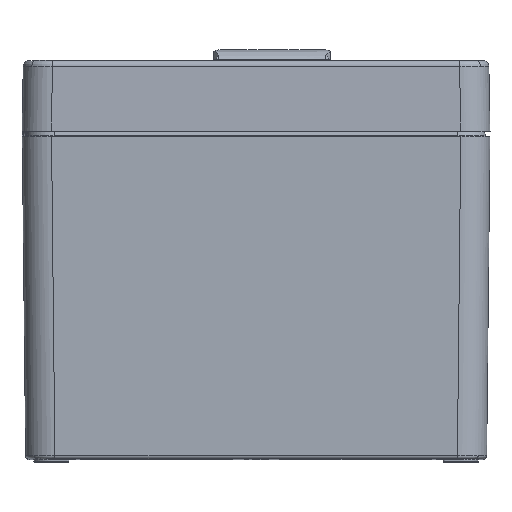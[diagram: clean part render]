
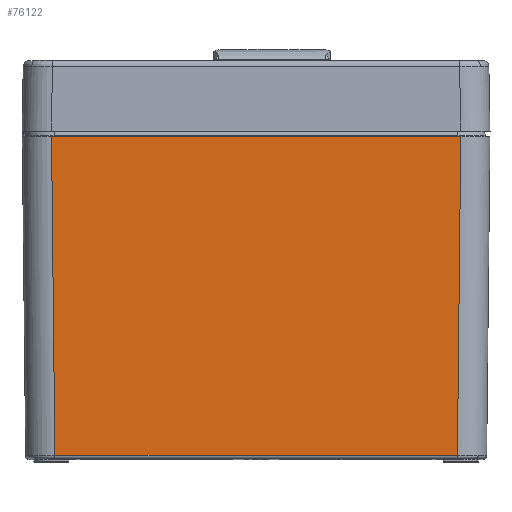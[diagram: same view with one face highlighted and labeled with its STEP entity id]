
A CAD part, top view. The second image highlights one B-rep face of the part: STEP entity #76122.
In plain terms, the highlighted planar face has unit normal (0, -0.011, 1).
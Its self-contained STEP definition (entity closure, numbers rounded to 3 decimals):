
#577 = DIRECTION ( 'NONE',  ( 0.01, -1., -0.01 ) ) ;
#578 = VECTOR ( 'NONE', #577, 1000. ) ;
#579 = CARTESIAN_POINT ( 'NONE',  ( -87.502, 0.131, 100.001 ) ) ;
#580 = LINE ( 'NONE', #579, #578 ) ;
#688 = PLANE ( 'NONE',  #765 ) ;
#689 = FACE_OUTER_BOUND ( 'NONE', #76258, .T. ) ;
#744 = DIRECTION ( 'NONE',  ( 0.01, 1., 0.01 ) ) ;
#745 = VECTOR ( 'NONE', #744, 1000. ) ;
#746 = CARTESIAN_POINT ( 'NONE',  ( 87.48, -1.963, 99.979 ) ) ;
#747 = LINE ( 'NONE', #746, #745 ) ;
#762 = DIRECTION ( 'NONE',  ( 0., -1., -0.01 ) ) ;
#763 = DIRECTION ( 'NONE',  ( 0., -0.01, 1. ) ) ;
#764 = CARTESIAN_POINT ( 'NONE',  ( -100., 0., 100. ) ) ;
#765 = AXIS2_PLACEMENT_3D ( 'NONE', #764, #763, #762 ) ;
#5252 = VERTEX_POINT ( 'NONE', #99104 ) ;
#5274 = EDGE_CURVE ( 'NONE', #5252, #5436, #99160, .T. ) ;
#5436 = VERTEX_POINT ( 'NONE', #99445 ) ;
#52395 = VERTEX_POINT ( 'NONE', #85535 ) ;
#57364 = EDGE_CURVE ( 'NONE', #52395, #57401, #108708, .T. ) ;
#57401 = VERTEX_POINT ( 'NONE', #108872 ) ;
#75549 = EDGE_CURVE ( 'NONE', #5436, #52395, #580, .T. ) ;
#76122 = ADVANCED_FACE ( 'NONE', ( #689 ), #688, .T. ) ;
#76126 = ORIENTED_EDGE ( 'NONE', *, *, #75549, .T. ) ;
#76165 = ORIENTED_EDGE ( 'NONE', *, *, #76285, .T. ) ;
#76169 = ORIENTED_EDGE ( 'NONE', *, *, #5274, .T. ) ;
#76258 = EDGE_LOOP ( 'NONE', ( #76165, #76169, #76126, #78364 ) ) ;
#76285 = EDGE_CURVE ( 'NONE', #57401, #5252, #747, .T. ) ;
#78364 = ORIENTED_EDGE ( 'NONE', *, *, #57364, .T. ) ;
#85535 = CARTESIAN_POINT ( 'NONE',  ( -86.029, -140.516, 98.528 ) ) ;
#99104 = CARTESIAN_POINT ( 'NONE',  ( 87.459, -4., 99.958 ) ) ;
#99157 = DIRECTION ( 'NONE',  ( -1., 0., 0. ) ) ;
#99158 = VECTOR ( 'NONE', #99157, 1000. ) ;
#99159 = CARTESIAN_POINT ( 'NONE',  ( -100., -4., 99.958 ) ) ;
#99160 = LINE ( 'NONE', #99159, #99158 ) ;
#99445 = CARTESIAN_POINT ( 'NONE',  ( -87.459, -4., 99.958 ) ) ;
#108705 = DIRECTION ( 'NONE',  ( 1., 0., 0. ) ) ;
#108706 = VECTOR ( 'NONE', #108705, 1000. ) ;
#108707 = CARTESIAN_POINT ( 'NONE',  ( -100., -140.516, 98.528 ) ) ;
#108708 = LINE ( 'NONE', #108707, #108706 ) ;
#108872 = CARTESIAN_POINT ( 'NONE',  ( 86.029, -140.516, 98.528 ) ) ;
